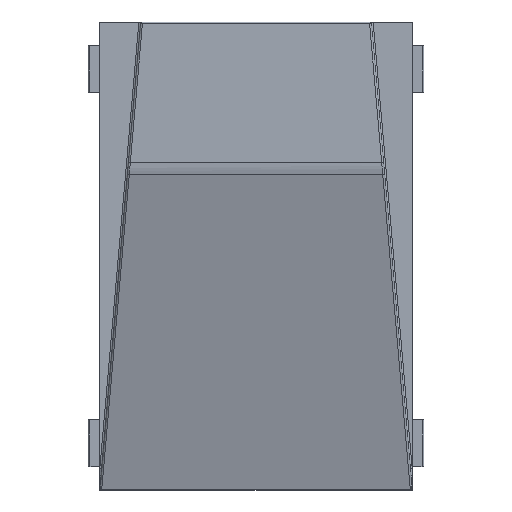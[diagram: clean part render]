
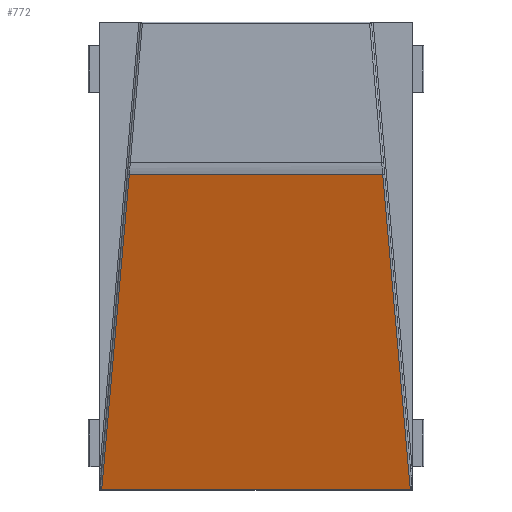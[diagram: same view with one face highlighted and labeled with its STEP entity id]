
A CAD part, top view. The second image highlights one B-rep face of the part: STEP entity #772.
In plain terms, the highlighted planar face has unit normal (0, -0.259, 0.966).
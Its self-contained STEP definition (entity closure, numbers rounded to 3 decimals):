
#77 = EDGE_CURVE ( 'NONE', #5929, #9170, #6576, .T. ) ;
#252 = CARTESIAN_POINT ( 'NONE',  ( -16.492, -24.975, 0.007 ) ) ;
#431 = CARTESIAN_POINT ( 'NONE',  ( -16.421, -25., 0. ) ) ;
#551 = CARTESIAN_POINT ( 'NONE',  ( -16.492, -24.975, 0.007 ) ) ;
#658 = VECTOR ( 'NONE', #2721, 1000. ) ;
#753 = VECTOR ( 'NONE', #10229, 1000. ) ;
#772 = ADVANCED_FACE ( 'NONE', ( #8072 ), #1087, .F. ) ;
#1087 = PLANE ( 'NONE',  #8877 ) ;
#1288 = CARTESIAN_POINT ( 'NONE',  ( -16.426, -25., 0. ) ) ;
#1405 = CARTESIAN_POINT ( 'NONE',  ( -16.479, -24.988, 0.003 ) ) ;
#1406 = EDGE_CURVE ( 'NONE', #9170, #6696, #8344, .T. ) ;
#1672 = CARTESIAN_POINT ( 'NONE',  ( 16.417, -25., 0. ) ) ;
#1877 = CARTESIAN_POINT ( 'NONE',  ( 68.071, -25., 0. ) ) ;
#1895 = CARTESIAN_POINT ( 'NONE',  ( 16.492, -24.975, 0.007 ) ) ;
#1931 = EDGE_CURVE ( 'NONE', #6696, #9706, #3267, .T. ) ;
#2721 = DIRECTION ( 'NONE',  ( -1., 0., 0. ) ) ;
#2807 = EDGE_LOOP ( 'NONE', ( #7697, #5562, #7058, #10257, #8660, #9320 ) ) ;
#3055 = CARTESIAN_POINT ( 'NONE',  ( -16.452, -24.996, 0.001 ) ) ;
#3267 = B_SPLINE_CURVE_WITH_KNOTS ( 'NONE', 3,
 ( #1895, #9635, #9593, #4372, #3640, #7093 ),
 .UNSPECIFIED., .F., .F.,
 ( 4, 2, 4 ),
 ( 0., 0.5, 1. ),
 .UNSPECIFIED. ) ;
#3541 = CARTESIAN_POINT ( 'NONE',  ( 16.492, -24.975, 0.007 ) ) ;
#3640 = CARTESIAN_POINT ( 'NONE',  ( 16.423, -25., 0. ) ) ;
#4372 = CARTESIAN_POINT ( 'NONE',  ( 16.441, -25., 0. ) ) ;
#4568 = DIRECTION ( 'NONE',  ( 0., 0.259, -0.966 ) ) ;
#4800 = CARTESIAN_POINT ( 'NONE',  ( -16.449, -24.997, 0.001 ) ) ;
#5163 = VECTOR ( 'NONE', #8695, 1000. ) ;
#5562 = ORIENTED_EDGE ( 'NONE', *, *, #1406, .F. ) ;
#5605 = CARTESIAN_POINT ( 'NONE',  ( -16.417, -25., 0. ) ) ;
#5661 = CARTESIAN_POINT ( 'NONE',  ( -16.492, -24.975, 0.007 ) ) ;
#5929 = VERTEX_POINT ( 'NONE', #6395 ) ;
#6263 = B_SPLINE_CURVE_WITH_KNOTS ( 'NONE', 3,
 ( #5605, #431, #1288, #10986, #8268, #4800, #3055, #1405, #10945, #551 ),
 .UNSPECIFIED., .F., .F.,
 ( 4, 2, 2, 2, 4 ),
 ( 0., 0.25, 0.375, 0.5, 1. ),
 .UNSPECIFIED. ) ;
#6395 = CARTESIAN_POINT ( 'NONE',  ( -13.546, 8.699, 9.03 ) ) ;
#6576 = LINE ( 'NONE', #11083, #753 ) ;
#6696 = VERTEX_POINT ( 'NONE', #3541 ) ;
#7058 = ORIENTED_EDGE ( 'NONE', *, *, #77, .F. ) ;
#7060 = DIRECTION ( 'NONE',  ( 0., 0.966, 0.259 ) ) ;
#7093 = CARTESIAN_POINT ( 'NONE',  ( 16.417, -25., 0. ) ) ;
#7566 = EDGE_CURVE ( 'NONE', #9706, #8822, #9762, .T. ) ;
#7697 = ORIENTED_EDGE ( 'NONE', *, *, #1931, .F. ) ;
#7701 = EDGE_CURVE ( 'NONE', #8822, #8732, #6263, .T. ) ;
#7987 = CARTESIAN_POINT ( 'NONE',  ( 13.546, 8.699, 9.03 ) ) ;
#8072 = FACE_OUTER_BOUND ( 'NONE', #2807, .T. ) ;
#8172 = DIRECTION ( 'NONE',  ( 0.084, 0.962, 0.258 ) ) ;
#8265 = EDGE_CURVE ( 'NONE', #8732, #5929, #10864, .T. ) ;
#8268 = CARTESIAN_POINT ( 'NONE',  ( -16.441, -24.998, 0. ) ) ;
#8344 = LINE ( 'NONE', #9566, #5163 ) ;
#8546 = VECTOR ( 'NONE', #8172, 1000. ) ;
#8660 = ORIENTED_EDGE ( 'NONE', *, *, #7701, .F. ) ;
#8695 = DIRECTION ( 'NONE',  ( 0.084, -0.962, -0.258 ) ) ;
#8732 = VERTEX_POINT ( 'NONE', #5661 ) ;
#8822 = VERTEX_POINT ( 'NONE', #10260 ) ;
#8874 = CARTESIAN_POINT ( 'NONE',  ( 68.071, 9.335, 9.2 ) ) ;
#8877 = AXIS2_PLACEMENT_3D ( 'NONE', #8874, #4568, #7060 ) ;
#9170 = VERTEX_POINT ( 'NONE', #7987 ) ;
#9320 = ORIENTED_EDGE ( 'NONE', *, *, #7566, .F. ) ;
#9566 = CARTESIAN_POINT ( 'NONE',  ( 13.546, 8.699, 9.03 ) ) ;
#9593 = CARTESIAN_POINT ( 'NONE',  ( 16.479, -24.987, 0.003 ) ) ;
#9635 = CARTESIAN_POINT ( 'NONE',  ( 16.487, -24.98, 0.005 ) ) ;
#9706 = VERTEX_POINT ( 'NONE', #1672 ) ;
#9762 = LINE ( 'NONE', #1877, #658 ) ;
#10229 = DIRECTION ( 'NONE',  ( 1., 0., 0. ) ) ;
#10257 = ORIENTED_EDGE ( 'NONE', *, *, #8265, .F. ) ;
#10260 = CARTESIAN_POINT ( 'NONE',  ( -16.417, -25., 0. ) ) ;
#10864 = LINE ( 'NONE', #252, #8546 ) ;
#10945 = CARTESIAN_POINT ( 'NONE',  ( -16.487, -24.979, 0.006 ) ) ;
#10986 = CARTESIAN_POINT ( 'NONE',  ( -16.437, -24.999, 0. ) ) ;
#11083 = CARTESIAN_POINT ( 'NONE',  ( 68.071, 8.699, 9.03 ) ) ;
